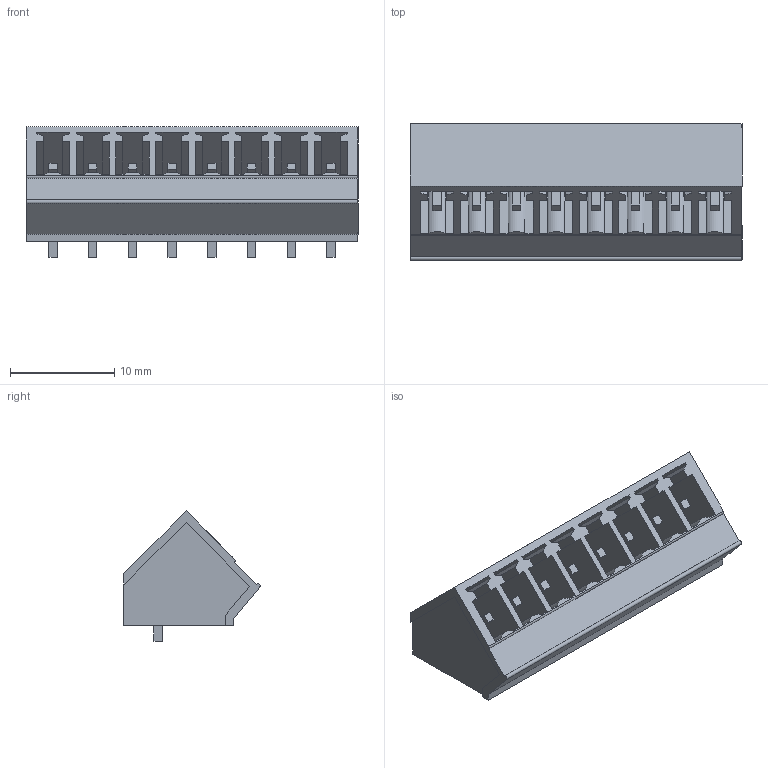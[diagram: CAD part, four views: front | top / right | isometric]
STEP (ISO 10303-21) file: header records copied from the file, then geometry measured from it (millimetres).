
FILE_DESCRIPTION(('CATIA V5 STEP Exchange','CAx-IF Rec.Pracs.--- Model Styling and Organization---1.2---2011-12-15'),'2;1');
FILE_NAME ('D1460995_0_1977990000_1977990000.stp','2018-04-23T07:48:22+00:00',('none'),('Weidmueller'),'CATIA Version 5-6 Release 2014','CATIA V5 STEP AP214','none');
FILE_SCHEMA(('AUTOMOTIVE_DESIGN { 1 0 10303 214 1 1 1 1 }'));
Length unit declared in the file: millimetre
Products named in the file (1): 1977990000
Bounding box: 31.87 x 13.1 x 12.5 mm (x, y, z)
Volume: 1465.7 mm3; surface area: 3623.2 mm2
Topology: 9 solids, 9 shells, 369 faces, 1067 edges, 716 vertices
Faces by surface type: plane 335, cylinder 34
Entity records: 11735 total; most frequent: ORIENTED_EDGE 2134, CARTESIAN_POINT 2133, DIRECTION 1557, EDGE_CURVE 1067, VECTOR 999, LINE 999, VERTEX_POINT 716, EDGE_LOOP 385
